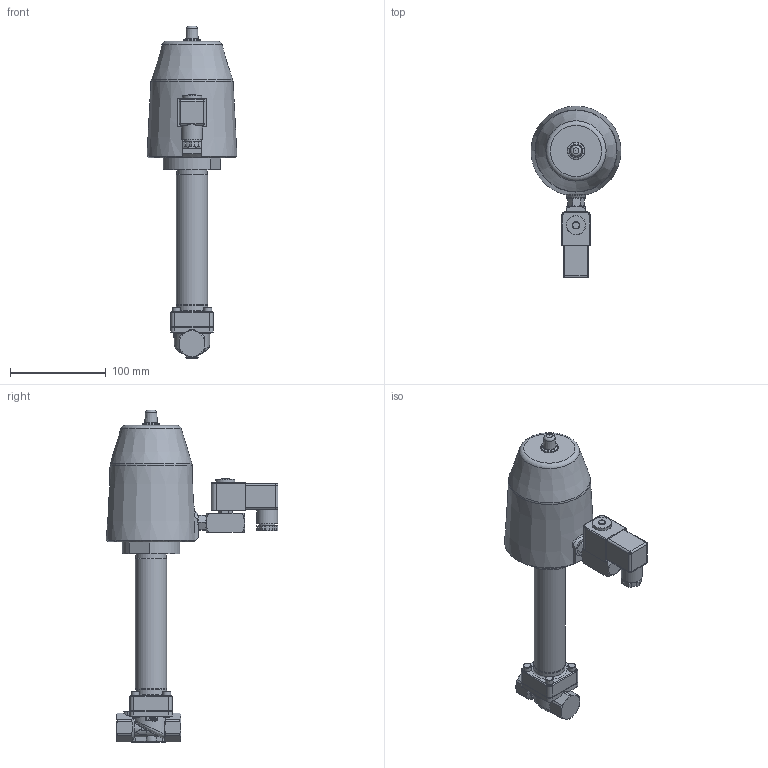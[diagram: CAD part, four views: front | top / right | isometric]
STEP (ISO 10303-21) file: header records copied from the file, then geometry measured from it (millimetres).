
FILE_DESCRIPTION(/* description */ ('043.005399 mit falscher Arm. für step'),/* implementation_level */ '2;1');
FILE_NAME(/* name */ '090.000033+072.000409.stp',/* time_stamp */ '2018-02-12T09:45:03+01:00',/* author */ ('EFast'),/* organization */ (''),/* preprocessor_version */ 'ST-DEVELOPER v16.1',/* originating_system */ 'Autodesk Inventor 2016',/* authorisation */ '');
FILE_SCHEMA (('AUTOMOTIVE_DESIGN { 1 0 10303 214 3 1 1 }'));
Length unit declared in the file: millimetre
Products named in the file (1): EN-028104
Bounding box: 93.78 x 179.1 x 346.13 mm (x, y, z)
Volume: 1011053.1 mm3; surface area: 88695.5 mm2
Topology: 1 solids, 1 shells, 420 faces, 1084 edges, 686 vertices
Faces by surface type: plane 168, cylinder 97, cone 69, bspline 56, torus 22, sphere 8
Full cylindrical faces by diameter (mm): 4.134 x4, 5 x4, 7.8 x1, 8.5 x4, 13.2 x1, 17 x1, 18.2 x1, 20 x1, 22 x1, 32 x1, 32.449 x1, 32.5 x1, 32.6 x1, 40 x1
Entity records: 21773 total; most frequent: CARTESIAN_POINT 12525, ORIENTED_EDGE 2024, DIRECTION 1717, EDGE_CURVE 1012, VERTEX_POINT 671, AXIS2_PLACEMENT_3D 664, EDGE_LOOP 505, FACE_OUTER_BOUND 420
